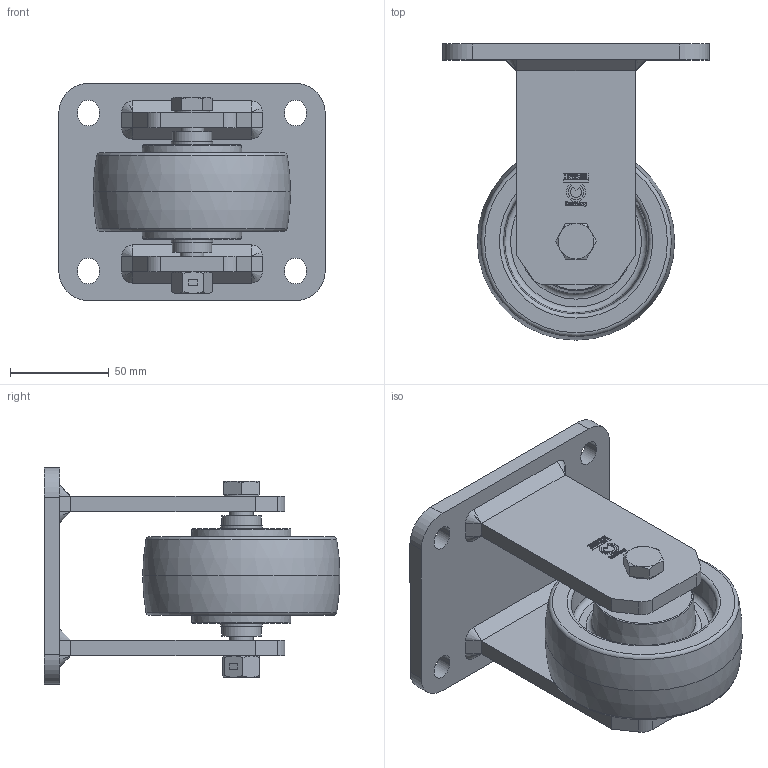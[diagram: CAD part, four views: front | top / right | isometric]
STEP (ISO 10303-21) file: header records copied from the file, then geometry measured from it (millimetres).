
FILE_DESCRIPTION (( 'STEP AP214' ), '1' );
FILE_NAME ('0015378_B-HB-PAH-100-K.STEP', '2017-09-08T11:43:52', ( '' ), ( '' ), 'SwSTEP 2.0', 'SolidWorks 2016', '' );
FILE_SCHEMA (( 'AUTOMOTIVE_DESIGN' ));
Length unit declared in the file: millimetre
Products named in the file (1): 0015378_B-HB-PAH-100-K
Bounding box: 135 x 150 x 110 mm (x, y, z)
Volume: 476436.1 mm3; surface area: 124299.4 mm2
Topology: 12 solids, 16 shells, 683 faces, 1758 edges, 1151 vertices
Faces by surface type: plane 376, bspline 217, cylinder 48, cone 25, torus 17
Full cylindrical faces by diameter (mm): 10.2 x1, 12 x2, 12.2 x2, 15 x4, 15.5 x2, 18 x1, 20 x2, 20.542 x4, 21 x2, 26.458 x4, 28 x1
Entity records: 32267 total; most frequent: CARTESIAN_POINT 9715, ORIENTED_EDGE 3366, DIRECTION 2298, EDGE_CURVE 1683, VERTEX_POINT 1133, VECTOR 1078, LINE 1078, EDGE_LOOP 820
